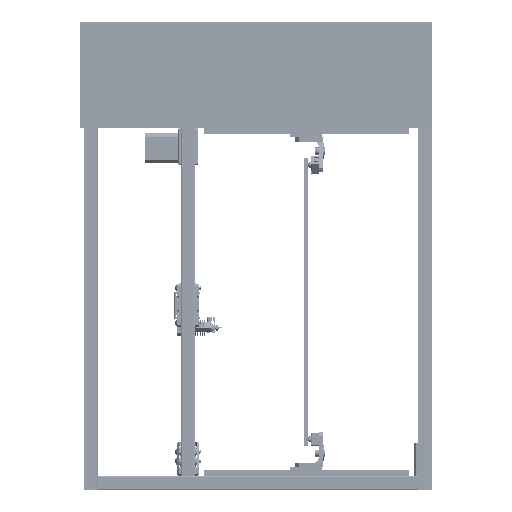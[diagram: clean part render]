
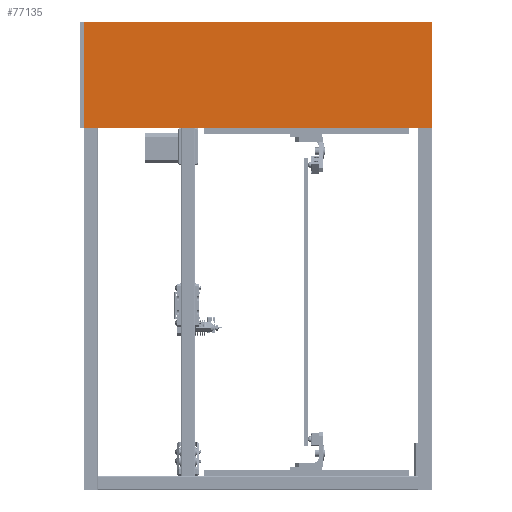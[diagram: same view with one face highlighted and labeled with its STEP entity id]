
A CAD part, left-side view. The second image highlights one B-rep face of the part: STEP entity #77135.
In plain terms, the highlighted face is planar.
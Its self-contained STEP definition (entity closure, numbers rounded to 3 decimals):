
#6320=FACE_OUTER_BOUND('',#10787,.T.);
#10787=EDGE_LOOP('',(#53912,#53913,#53914,#53915));
#18529=LINE('',#112641,#25878);
#18533=LINE('',#112650,#25882);
#18534=LINE('',#112652,#25883);
#18535=LINE('',#112653,#25884);
#25878=VECTOR('',#91428,0.394);
#25882=VECTOR('',#91436,0.394);
#25883=VECTOR('',#91437,0.394);
#25884=VECTOR('',#91438,0.394);
#33004=VERTEX_POINT('',#112634);
#33007=VERTEX_POINT('',#112639);
#33010=VERTEX_POINT('',#112649);
#33011=VERTEX_POINT('',#112651);
#40993=EDGE_CURVE('',#33007,#33004,#18529,.T.);
#40997=EDGE_CURVE('',#33010,#33004,#18533,.T.);
#40998=EDGE_CURVE('',#33011,#33007,#18534,.T.);
#40999=EDGE_CURVE('',#33010,#33011,#18535,.T.);
#53912=ORIENTED_EDGE('',*,*,#40997,.T.);
#53913=ORIENTED_EDGE('',*,*,#40993,.F.);
#53914=ORIENTED_EDGE('',*,*,#40998,.F.);
#53915=ORIENTED_EDGE('',*,*,#40999,.F.);
#74579=PLANE('',#82706);
#77135=ADVANCED_FACE('',(#6320),#74579,.T.);
#82706=AXIS2_PLACEMENT_3D('',#112648,#91434,#91435);
#91428=DIRECTION('',(0.,0.,-1.));
#91434=DIRECTION('center_axis',(0.,-1.,0.));
#91435=DIRECTION('ref_axis',(1.,0.,0.));
#91436=DIRECTION('',(1.,0.,0.));
#91437=DIRECTION('',(1.,0.,0.));
#91438=DIRECTION('',(0.,0.,1.));
#112634=CARTESIAN_POINT('',(6.,0.,0.));
#112639=CARTESIAN_POINT('',(6.,0.,19.685));
#112641=CARTESIAN_POINT('',(6.,0.,0.));
#112648=CARTESIAN_POINT('Origin',(0.,0.,0.));
#112649=CARTESIAN_POINT('',(0.,0.,0.));
#112650=CARTESIAN_POINT('',(0.,0.,0.));
#112651=CARTESIAN_POINT('',(0.,0.,19.685));
#112652=CARTESIAN_POINT('',(0.,0.,19.685));
#112653=CARTESIAN_POINT('',(0.,0.,0.));
